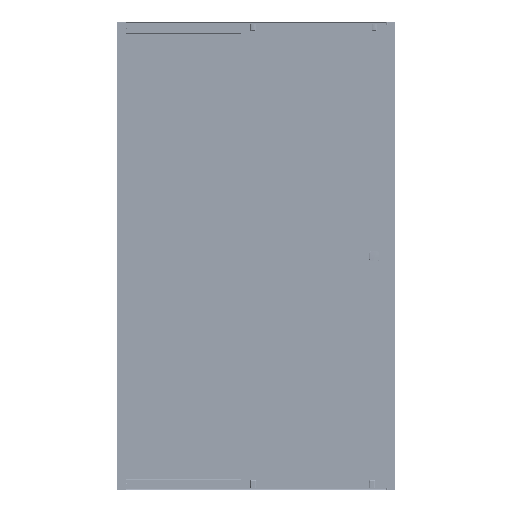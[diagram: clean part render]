
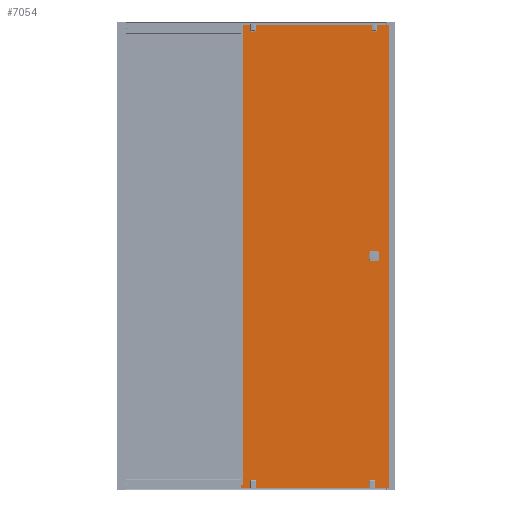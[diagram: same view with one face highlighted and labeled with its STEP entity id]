
A CAD part, front view. The second image highlights one B-rep face of the part: STEP entity #7054.
In plain terms, the highlighted face is planar.
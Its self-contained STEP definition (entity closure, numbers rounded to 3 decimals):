
#6578=CARTESIAN_POINT('',(252.5,948.,-3.));
#6579=DIRECTION('',(0.,0.,-1.));
#6580=DIRECTION('',(1.,0.,0.));
#6581=AXIS2_PLACEMENT_3D('',#6578,#6579,#6580);
#6587=CARTESIAN_POINT('',(252.5,948.,-3.));
#6588=DIRECTION('',(0.,0.,-1.));
#6589=DIRECTION('',(-1.,0.,0.));
#6590=AXIS2_PLACEMENT_3D('',#6587,#6588,#6589);
#6595=CARTESIAN_POINT('',(-242.5,-948.,-3.));
#6596=DIRECTION('',(0.,0.,-1.));
#6597=DIRECTION('',(1.,0.,0.));
#6598=AXIS2_PLACEMENT_3D('',#6595,#6596,#6597);
#6603=CARTESIAN_POINT('',(-242.5,-948.,-3.));
#6604=DIRECTION('',(0.,0.,-1.));
#6605=DIRECTION('',(-1.,0.,0.));
#6606=AXIS2_PLACEMENT_3D('',#6603,#6604,#6605);
#6611=CARTESIAN_POINT('',(252.5,-948.,-3.));
#6612=DIRECTION('',(0.,0.,-1.));
#6613=DIRECTION('',(1.,0.,0.));
#6614=AXIS2_PLACEMENT_3D('',#6611,#6612,#6613);
#6619=CARTESIAN_POINT('',(252.5,-948.,-3.));
#6620=DIRECTION('',(0.,0.,-1.));
#6621=DIRECTION('',(-1.,0.,0.));
#6622=AXIS2_PLACEMENT_3D('',#6619,#6620,#6621);
#6627=CARTESIAN_POINT('',(-252.5,12.5,-3.));
#6628=DIRECTION('',(0.,0.,-1.));
#6629=DIRECTION('',(1.,0.,0.));
#6630=AXIS2_PLACEMENT_3D('',#6627,#6628,#6629);
#6635=CARTESIAN_POINT('',(-252.5,12.5,-3.));
#6636=DIRECTION('',(0.,0.,-1.));
#6637=DIRECTION('',(-1.,0.,0.));
#6638=AXIS2_PLACEMENT_3D('',#6635,#6636,#6637);
#6643=CARTESIAN_POINT('',(-252.5,-12.5,-3.));
#6644=DIRECTION('',(0.,0.,-1.));
#6645=DIRECTION('',(1.,0.,0.));
#6646=AXIS2_PLACEMENT_3D('',#6643,#6644,#6645);
#6651=CARTESIAN_POINT('',(-252.5,-12.5,-3.));
#6652=DIRECTION('',(0.,0.,-1.));
#6653=DIRECTION('',(-1.,0.,0.));
#6654=AXIS2_PLACEMENT_3D('',#6651,#6652,#6653);
#6659=CARTESIAN_POINT('',(-252.5,948.,-3.));
#6660=DIRECTION('',(0.,0.,-1.));
#6661=DIRECTION('',(1.,0.,0.));
#6662=AXIS2_PLACEMENT_3D('',#6659,#6660,#6661);
#6667=CARTESIAN_POINT('',(-252.5,948.,-3.));
#6668=DIRECTION('',(0.,0.,-1.));
#6669=DIRECTION('',(-1.,0.,0.));
#6670=AXIS2_PLACEMENT_3D('',#6667,#6668,#6669);
#6675=DIRECTION('',(0.,1.,0.));
#6676=VECTOR('',#6675,1930.);
#6677=CARTESIAN_POINT('',(-312.5,-965.,-3.));
#6678=LINE('',#6677,#6676);
#6689=DIRECTION('',(1.,0.,0.));
#6690=VECTOR('',#6689,615.);
#6691=CARTESIAN_POINT('',(-312.5,965.,-3.));
#6692=LINE('',#6691,#6690);
#6703=DIRECTION('',(0.,-1.,0.));
#6704=VECTOR('',#6703,1930.);
#6705=CARTESIAN_POINT('',(302.5,965.,-3.));
#6706=LINE('',#6705,#6704);
#6717=DIRECTION('',(-1.,0.,0.));
#6718=VECTOR('',#6717,615.);
#6719=CARTESIAN_POINT('',(302.5,-965.,-3.));
#6720=LINE('',#6719,#6718);
#6939=CARTESIAN_POINT('',(-312.5,-965.,-3.));
#6940=CARTESIAN_POINT('',(-312.5,965.,-3.));
#6941=VERTEX_POINT('',#6939);
#6942=VERTEX_POINT('',#6940);
#6943=CARTESIAN_POINT('',(302.5,-965.,-3.));
#6944=VERTEX_POINT('',#6943);
#6945=CARTESIAN_POINT('',(302.5,965.,-3.));
#6946=VERTEX_POINT('',#6945);
#6947=CARTESIAN_POINT('',(256.5,948.,-3.));
#6948=CARTESIAN_POINT('',(248.5,948.,-3.));
#6949=VERTEX_POINT('',#6947);
#6950=VERTEX_POINT('',#6948);
#6951=CARTESIAN_POINT('',(-238.5,-948.,-3.));
#6952=CARTESIAN_POINT('',(-246.5,-948.,-3.));
#6953=VERTEX_POINT('',#6951);
#6954=VERTEX_POINT('',#6952);
#6955=CARTESIAN_POINT('',(256.5,-948.,-3.));
#6956=CARTESIAN_POINT('',(248.5,-948.,-3.));
#6957=VERTEX_POINT('',#6955);
#6958=VERTEX_POINT('',#6956);
#6959=CARTESIAN_POINT('',(-248.5,12.5,-3.));
#6960=CARTESIAN_POINT('',(-256.5,12.5,-3.));
#6961=VERTEX_POINT('',#6959);
#6962=VERTEX_POINT('',#6960);
#6963=CARTESIAN_POINT('',(-248.5,-12.5,-3.));
#6964=CARTESIAN_POINT('',(-256.5,-12.5,-3.));
#6965=VERTEX_POINT('',#6963);
#6966=VERTEX_POINT('',#6964);
#6967=CARTESIAN_POINT('',(-248.5,948.,-3.));
#6968=CARTESIAN_POINT('',(-256.5,948.,-3.));
#6969=VERTEX_POINT('',#6967);
#6970=VERTEX_POINT('',#6968);
#7003=CARTESIAN_POINT('',(0.,0.,-3.));
#7004=DIRECTION('',(0.,0.,1.));
#7005=DIRECTION('',(1.,0.,0.));
#7006=AXIS2_PLACEMENT_3D('',#7003,#7004,#7005);
#7007=PLANE('',#7006);
#7009=ORIENTED_EDGE('',*,*,#7008,.F.);
#7011=ORIENTED_EDGE('',*,*,#7010,.F.);
#7013=ORIENTED_EDGE('',*,*,#7012,.F.);
#7015=ORIENTED_EDGE('',*,*,#7014,.F.);
#7016=EDGE_LOOP('',(#7009,#7011,#7013,#7015));
#7017=FACE_OUTER_BOUND('',#7016,.F.);
#7019=ORIENTED_EDGE('',*,*,#7018,.T.);
#7021=ORIENTED_EDGE('',*,*,#7020,.T.);
#7022=EDGE_LOOP('',(#7019,#7021));
#7023=FACE_BOUND('',#7022,.F.);
#7025=ORIENTED_EDGE('',*,*,#7024,.T.);
#7027=ORIENTED_EDGE('',*,*,#7026,.T.);
#7028=EDGE_LOOP('',(#7025,#7027));
#7029=FACE_BOUND('',#7028,.F.);
#7031=ORIENTED_EDGE('',*,*,#7030,.T.);
#7033=ORIENTED_EDGE('',*,*,#7032,.T.);
#7034=EDGE_LOOP('',(#7031,#7033));
#7035=FACE_BOUND('',#7034,.F.);
#7037=ORIENTED_EDGE('',*,*,#7036,.T.);
#7039=ORIENTED_EDGE('',*,*,#7038,.T.);
#7040=EDGE_LOOP('',(#7037,#7039));
#7041=FACE_BOUND('',#7040,.F.);
#7043=ORIENTED_EDGE('',*,*,#7042,.T.);
#7045=ORIENTED_EDGE('',*,*,#7044,.T.);
#7046=EDGE_LOOP('',(#7043,#7045));
#7047=FACE_BOUND('',#7046,.F.);
#7049=ORIENTED_EDGE('',*,*,#7048,.T.);
#7051=ORIENTED_EDGE('',*,*,#7050,.T.);
#7052=EDGE_LOOP('',(#7049,#7051));
#7053=FACE_BOUND('',#7052,.F.);
#6582=CIRCLE('',#6581,4.);
#6591=CIRCLE('',#6590,4.);
#6599=CIRCLE('',#6598,4.);
#6607=CIRCLE('',#6606,4.);
#6615=CIRCLE('',#6614,4.);
#6623=CIRCLE('',#6622,4.);
#6631=CIRCLE('',#6630,4.);
#6639=CIRCLE('',#6638,4.);
#6647=CIRCLE('',#6646,4.);
#6655=CIRCLE('',#6654,4.);
#6663=CIRCLE('',#6662,4.);
#6671=CIRCLE('',#6670,4.);
#7008=EDGE_CURVE('',#6941,#6942,#6678,.T.);
#7010=EDGE_CURVE('',#6944,#6941,#6720,.T.);
#7012=EDGE_CURVE('',#6946,#6944,#6706,.T.);
#7014=EDGE_CURVE('',#6942,#6946,#6692,.T.);
#7018=EDGE_CURVE('',#6949,#6950,#6582,.T.);
#7020=EDGE_CURVE('',#6950,#6949,#6591,.T.);
#7024=EDGE_CURVE('',#6953,#6954,#6599,.T.);
#7026=EDGE_CURVE('',#6954,#6953,#6607,.T.);
#7030=EDGE_CURVE('',#6957,#6958,#6615,.T.);
#7032=EDGE_CURVE('',#6958,#6957,#6623,.T.);
#7036=EDGE_CURVE('',#6961,#6962,#6631,.T.);
#7038=EDGE_CURVE('',#6962,#6961,#6639,.T.);
#7042=EDGE_CURVE('',#6965,#6966,#6647,.T.);
#7044=EDGE_CURVE('',#6966,#6965,#6655,.T.);
#7048=EDGE_CURVE('',#6969,#6970,#6663,.T.);
#7050=EDGE_CURVE('',#6970,#6969,#6671,.T.);
#7054=ADVANCED_FACE('',(#7017,#7023,#7029,#7035,#7041,#7047,#7053),#7007,.F.);
